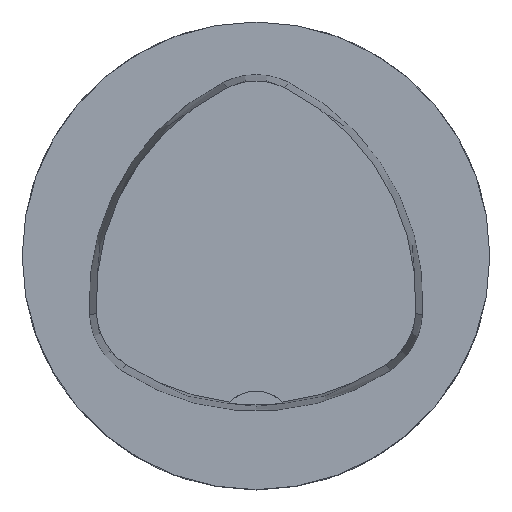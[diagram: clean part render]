
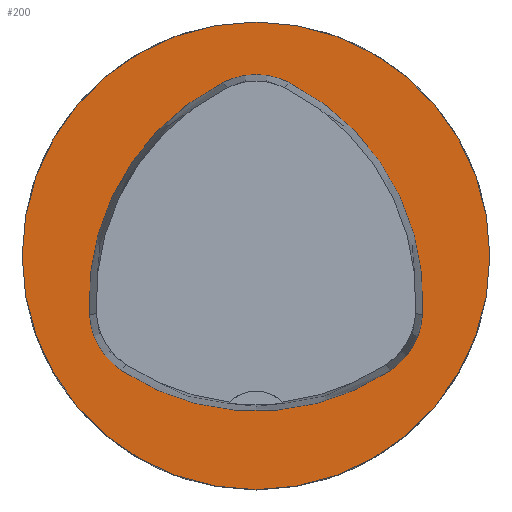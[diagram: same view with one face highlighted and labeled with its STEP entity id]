
A CAD part, top view. The second image highlights one B-rep face of the part: STEP entity #200.
In plain terms, the highlighted planar face has unit normal (0, 0, 1).
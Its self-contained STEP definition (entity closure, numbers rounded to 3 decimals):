
#200=ADVANCED_FACE('',(#291,#292),#258,.T.);
#258=PLANE('',#947);
#291=FACE_BOUND('',#328,.T.);
#292=FACE_BOUND('',#329,.T.);
#328=EDGE_LOOP('',(#453));
#329=EDGE_LOOP('',(#454,#455,#456,#457,#458,#459));
#408=CIRCLE('',#940,50.0);
#409=CIRCLE('',#941,15.5);
#410=CIRCLE('',#942,52.0);
#411=CIRCLE('',#943,15.5);
#412=CIRCLE('',#944,52.0);
#413=CIRCLE('',#945,15.5);
#414=CIRCLE('',#946,52.0);
#453=ORIENTED_EDGE('',*,*,#745,.F.);
#454=ORIENTED_EDGE('',*,*,#746,.T.);
#455=ORIENTED_EDGE('',*,*,#747,.T.);
#456=ORIENTED_EDGE('',*,*,#748,.T.);
#457=ORIENTED_EDGE('',*,*,#749,.T.);
#458=ORIENTED_EDGE('',*,*,#750,.T.);
#459=ORIENTED_EDGE('',*,*,#751,.T.);
#671=VERTEX_POINT('',#1321);
#672=VERTEX_POINT('',#1323);
#673=VERTEX_POINT('',#1324);
#674=VERTEX_POINT('',#1326);
#675=VERTEX_POINT('',#1328);
#676=VERTEX_POINT('',#1330);
#677=VERTEX_POINT('',#1332);
#745=EDGE_CURVE('',#671,#671,#408,.T.);
#746=EDGE_CURVE('',#672,#673,#409,.T.);
#747=EDGE_CURVE('',#673,#674,#410,.T.);
#748=EDGE_CURVE('',#674,#675,#411,.T.);
#749=EDGE_CURVE('',#675,#676,#412,.T.);
#750=EDGE_CURVE('',#676,#677,#413,.T.);
#751=EDGE_CURVE('',#677,#672,#414,.T.);
#940=AXIS2_PLACEMENT_3D('',#1320,#1058,#1059);
#941=AXIS2_PLACEMENT_3D('',#1322,#1060,#1061);
#942=AXIS2_PLACEMENT_3D('',#1325,#1062,#1063);
#943=AXIS2_PLACEMENT_3D('',#1327,#1064,#1065);
#944=AXIS2_PLACEMENT_3D('',#1329,#1066,#1067);
#945=AXIS2_PLACEMENT_3D('',#1331,#1068,#1069);
#946=AXIS2_PLACEMENT_3D('',#1333,#1070,#1071);
#947=AXIS2_PLACEMENT_3D('',#1334,#1072,#1073);
#1058=DIRECTION('',(0.0,0.0,-1.0));
#1059=DIRECTION('',(-1.0,0.0,0.0));
#1060=DIRECTION('',(0.0,0.0,-1.0));
#1061=DIRECTION('',(-0.5,0.866,0.0));
#1062=DIRECTION('',(0.0,0.0,-1.0));
#1063=DIRECTION('',(-0.5,0.866,0.0));
#1064=DIRECTION('',(0.0,0.0,-1.0));
#1065=DIRECTION('',(-0.5,0.866,0.0));
#1066=DIRECTION('',(0.0,0.0,-1.0));
#1067=DIRECTION('',(-0.5,0.866,0.0));
#1068=DIRECTION('',(0.0,0.0,-1.0));
#1069=DIRECTION('',(-0.5,0.866,0.0));
#1070=DIRECTION('',(0.0,0.0,-1.0));
#1071=DIRECTION('',(-0.5,0.866,0.0));
#1072=DIRECTION('',(0.0,0.0,1.0));
#1073=DIRECTION('',(-1.0,0.0,0.0));
#1320=CARTESIAN_POINT('',(0.0,0.0,0.0));
#1321=CARTESIAN_POINT('',(-50.0,0.0,0.0));
#1322=CARTESIAN_POINT('',(20.135,-11.625,0.));
#1323=CARTESIAN_POINT('',(35.607,-12.566,0.));
#1324=CARTESIAN_POINT('',(28.686,-24.553,0.0));
#1325=CARTESIAN_POINT('',(0.,18.819,0.));
#1326=CARTESIAN_POINT('',(-28.686,-24.553,0.));
#1327=CARTESIAN_POINT('',(-20.135,-11.625,0.));
#1328=CARTESIAN_POINT('',(-35.607,-12.566,0.));
#1329=CARTESIAN_POINT('',(16.298,-9.409,0.));
#1330=CARTESIAN_POINT('',(-6.921,37.119,0.));
#1331=CARTESIAN_POINT('',(0.,23.25,0.));
#1332=CARTESIAN_POINT('',(6.921,37.119,0.));
#1333=CARTESIAN_POINT('',(-16.298,-9.409,0.));
#1334=CARTESIAN_POINT('',(0.0,0.0,0.0));
